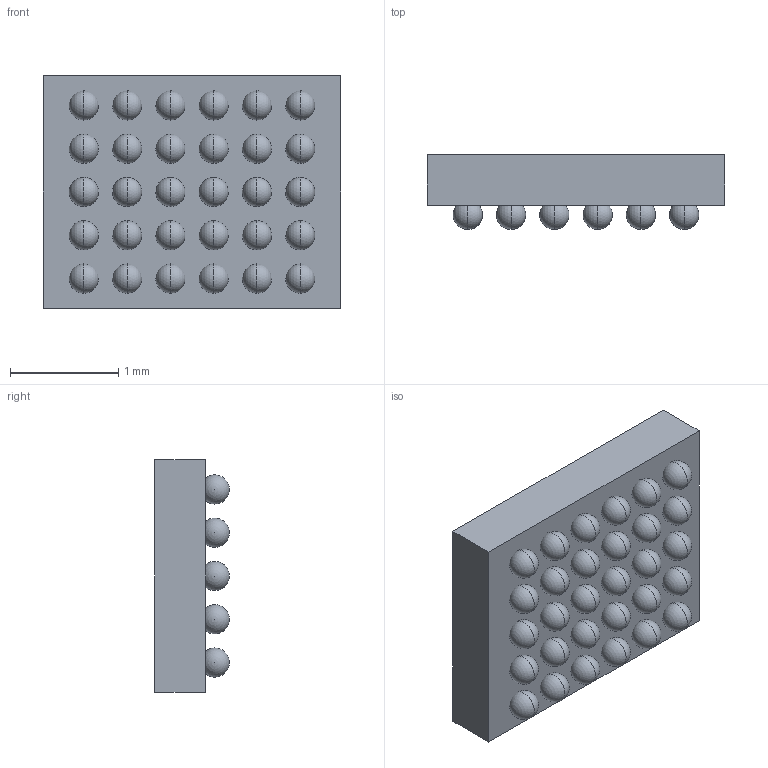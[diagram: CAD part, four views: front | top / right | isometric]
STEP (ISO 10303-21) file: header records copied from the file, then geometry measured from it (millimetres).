
FILE_DESCRIPTION (( 'STEP AP214' ), '1' );
FILE_NAME ('MAX77640AEWV+.STEP', '2018-10-31T00:15:34', ( '' ), ( '' ), 'SwSTEP 2.0', 'SolidWorks 2017', '' );
FILE_SCHEMA (( 'AUTOMOTIVE_DESIGN' ));
Length unit declared in the file: millimetre
Products named in the file (1): MAX77640AEWV+
Bounding box: 2.75 x 0.69 x 2.15 mm (x, y, z)
Volume: 3.1 mm3; surface area: 23.3 mm2
Topology: 31 solids, 31 shells, 66 faces, 222 edges, 158 vertices
Faces by surface type: sphere 60, plane 6
Entity records: 2320 total; most frequent: DIRECTION 266, CARTESIAN_POINT 207, ORIENTED_EDGE 144, AXIS2_PLACEMENT_3D 127, UNCERTAINTY_MEASURE_WITH_UNIT 93, PRESENTATION_STYLE_ASSIGNMENT 92, COLOUR_RGB 92, FILL_AREA_STYLE_COLOUR 92
